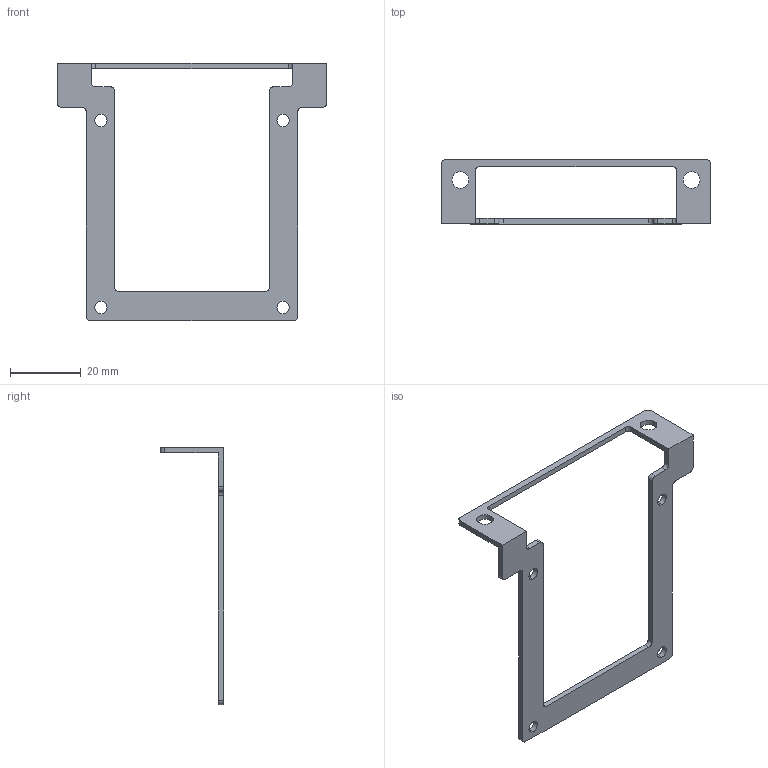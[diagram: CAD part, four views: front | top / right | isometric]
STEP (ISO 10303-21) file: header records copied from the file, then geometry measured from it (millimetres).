
FILE_DESCRIPTION (( 'STEP AP203' ), '1' );
FILE_NAME ('C006-128_01_sldprt.STEP', '2016-06-02T17:06:22', ( 'Shusen Zhang' ), ( 'MathWorks' ), 'SwSTEP 2.0', 'SolidWorks 2015', '' );
FILE_SCHEMA (( 'CONFIG_CONTROL_DESIGN' ));
Length unit declared in the file: inch
Products named in the file (1): C006-128_01_sldprt
Bounding box: 76.45 x 18.07 x 72.9 mm (x, y, z)
Volume: 3188 mm3; surface area: 5079 mm2
Topology: 1 solids, 1 shells, 48 faces, 144 edges, 96 vertices
Faces by surface type: cylinder 28, plane 20
Entity records: 1751 total; most frequent: DIRECTION 298, CARTESIAN_POINT 289, ORIENTED_EDGE 288, EDGE_CURVE 144, AXIS2_PLACEMENT_3D 105, VERTEX_POINT 96, LINE 88, VECTOR 88
